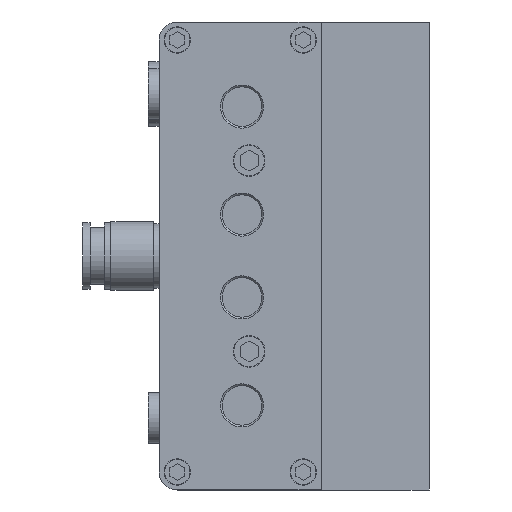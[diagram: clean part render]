
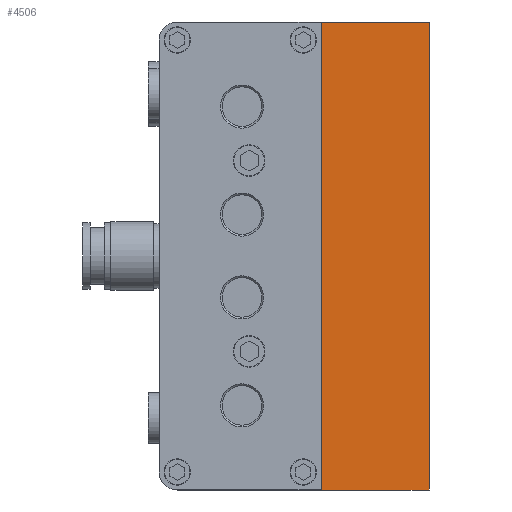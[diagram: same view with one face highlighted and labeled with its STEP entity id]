
A CAD part, left-side view. The second image highlights one B-rep face of the part: STEP entity #4506.
In plain terms, the highlighted planar face has unit normal (-1, 0, 0).
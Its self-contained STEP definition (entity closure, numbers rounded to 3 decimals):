
#684 = VERTEX_POINT ( 'NONE', #10749 ) ;
#1063 = LINE ( 'NONE', #16838, #32005 ) ;
#2246 = CARTESIAN_POINT ( 'NONE',  ( -284., -30., 65. ) ) ;
#4090 = PLANE ( 'NONE',  #15296 ) ;
#4271 = LINE ( 'NONE', #12334, #35381 ) ;
#4506 = ADVANCED_FACE ( 'NONE', ( #10158 ), #4090, .F. ) ;
#5639 = EDGE_CURVE ( 'NONE', #13467, #684, #4271, .T. ) ;
#7083 = LINE ( 'NONE', #2246, #29017 ) ;
#8417 = EDGE_CURVE ( 'NONE', #21346, #684, #17808, .T. ) ;
#10158 = FACE_OUTER_BOUND ( 'NONE', #33335, .T. ) ;
#10749 = CARTESIAN_POINT ( 'NONE',  ( -284., 0., -65. ) ) ;
#10796 = EDGE_CURVE ( 'NONE', #18551, #13467, #1063, .T. ) ;
#10898 = CARTESIAN_POINT ( 'NONE',  ( -284., 0., 65. ) ) ;
#12334 = CARTESIAN_POINT ( 'NONE',  ( -284., 0., 65. ) ) ;
#13467 = VERTEX_POINT ( 'NONE', #10898 ) ;
#15296 = AXIS2_PLACEMENT_3D ( 'NONE', #26156, #29032, #26325 ) ;
#16838 = CARTESIAN_POINT ( 'NONE',  ( -284., -30., 65. ) ) ;
#16878 = ORIENTED_EDGE ( 'NONE', *, *, #8417, .F. ) ;
#17808 = LINE ( 'NONE', #33972, #26802 ) ;
#18551 = VERTEX_POINT ( 'NONE', #19169 ) ;
#19169 = CARTESIAN_POINT ( 'NONE',  ( -284., -30., 65. ) ) ;
#19182 = EDGE_CURVE ( 'NONE', #18551, #21346, #7083, .T. ) ;
#21346 = VERTEX_POINT ( 'NONE', #35102 ) ;
#23289 = DIRECTION ( 'NONE',  ( 0., 0., -1. ) ) ;
#24128 = DIRECTION ( 'NONE',  ( 0., 0., -1. ) ) ;
#26156 = CARTESIAN_POINT ( 'NONE',  ( -284., -30., 65. ) ) ;
#26325 = DIRECTION ( 'NONE',  ( 0., 0., -1. ) ) ;
#26741 = ORIENTED_EDGE ( 'NONE', *, *, #10796, .T. ) ;
#26802 = VECTOR ( 'NONE', #28784, 1000. ) ;
#27391 = ORIENTED_EDGE ( 'NONE', *, *, #5639, .T. ) ;
#27806 = DIRECTION ( 'NONE',  ( 0., 1., 0. ) ) ;
#28784 = DIRECTION ( 'NONE',  ( 0., 1., 0. ) ) ;
#29017 = VECTOR ( 'NONE', #24128, 1000. ) ;
#29032 = DIRECTION ( 'NONE',  ( 1., 0., 0. ) ) ;
#32005 = VECTOR ( 'NONE', #27806, 1000. ) ;
#33335 = EDGE_LOOP ( 'NONE', ( #27391, #16878, #34863, #26741 ) ) ;
#33972 = CARTESIAN_POINT ( 'NONE',  ( -284., -30., -65. ) ) ;
#34863 = ORIENTED_EDGE ( 'NONE', *, *, #19182, .F. ) ;
#35102 = CARTESIAN_POINT ( 'NONE',  ( -284., -30., -65. ) ) ;
#35381 = VECTOR ( 'NONE', #23289, 1000. ) ;
